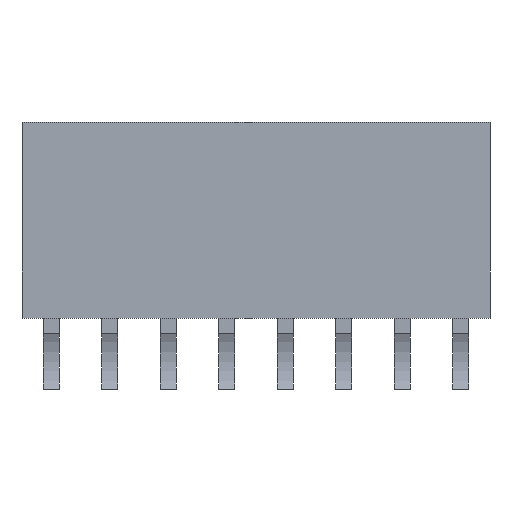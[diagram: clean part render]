
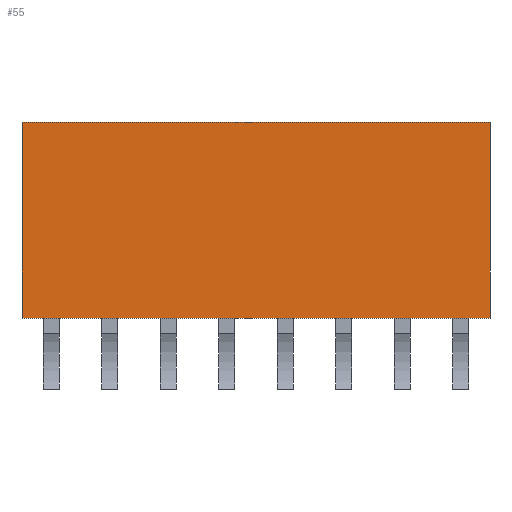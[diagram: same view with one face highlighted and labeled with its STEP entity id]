
A CAD part, front view. The second image highlights one B-rep face of the part: STEP entity #55.
In plain terms, the highlighted planar face has unit normal (0, -1, 0).
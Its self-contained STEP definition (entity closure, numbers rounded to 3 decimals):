
#55=ADVANCED_FACE('',(#340),#341,.T.);
#340=FACE_OUTER_BOUND('',#857,.T.);
#341=PLANE('',#858);
#857=EDGE_LOOP('',(#1561,#1562,#1563,#1564));
#858=AXIS2_PLACEMENT_3D('',#1565,#1566,#1567);
#1561=ORIENTED_EDGE('',*,*,#3291,.F.);
#1562=ORIENTED_EDGE('',*,*,#3393,.T.);
#1563=ORIENTED_EDGE('',*,*,#3474,.F.);
#1564=ORIENTED_EDGE('',*,*,#3476,.F.);
#1565=CARTESIAN_POINT('',(-10.16,-2.53,0.0));
#1566=DIRECTION('',(0.0,-1.0,0.0));
#1567=DIRECTION('',(0.0,0.0,-1.0));
#3291=EDGE_CURVE('',#3912,#3913,#3914,.T.);
#3393=EDGE_CURVE('',#3912,#4115,#4117,.T.);
#3474=EDGE_CURVE('',#4275,#4115,#4276,.T.);
#3476=EDGE_CURVE('',#3913,#4275,#4278,.T.);
#3912=VERTEX_POINT('',#4947);
#3913=VERTEX_POINT('',#4948);
#3914=LINE('',#4949,#4950);
#4115=VERTEX_POINT('',#5219);
#4117=LINE('',#5222,#5223);
#4275=VERTEX_POINT('',#5461);
#4276=LINE('',#5462,#5463);
#4278=LINE('',#5466,#5467);
#4947=CARTESIAN_POINT('',(-10.16,-2.53,0.0));
#4948=CARTESIAN_POINT('',(10.16,-2.53,0.0));
#4949=CARTESIAN_POINT('',(-10.16,-2.53,0.0));
#4950=VECTOR('',#6475,20.32);
#5219=CARTESIAN_POINT('',(-10.16,-2.53,-8.5));
#5222=CARTESIAN_POINT('',(-10.16,-2.53,0.0));
#5223=VECTOR('',#6641,8.5);
#5461=CARTESIAN_POINT('',(10.16,-2.53,-8.5));
#5462=CARTESIAN_POINT('',(10.16,-2.53,-8.5));
#5463=VECTOR('',#6722,20.32);
#5466=CARTESIAN_POINT('',(10.16,-2.53,0.0));
#5467=VECTOR('',#6724,8.5);
#6475=DIRECTION('',(1.0,0.0,0.0));
#6641=DIRECTION('',(0.0,0.0,-1.0));
#6722=DIRECTION('',(-1.0,0.0,0.0));
#6724=DIRECTION('',(0.0,0.0,-1.0));
